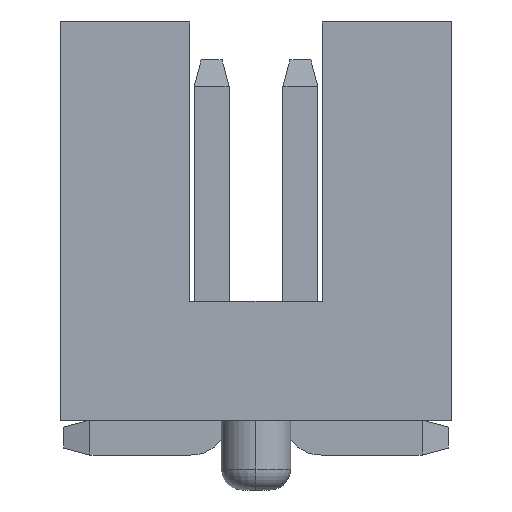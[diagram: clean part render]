
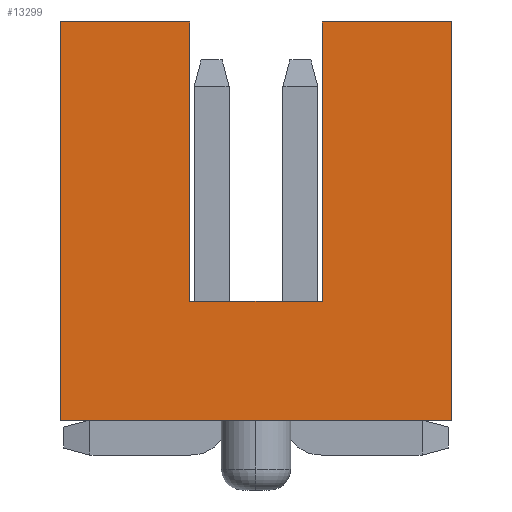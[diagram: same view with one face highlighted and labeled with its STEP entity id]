
A CAD part, left-side view. The second image highlights one B-rep face of the part: STEP entity #13299.
In plain terms, the highlighted planar face has unit normal (-1, 0, 0).
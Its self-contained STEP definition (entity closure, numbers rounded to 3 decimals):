
#244 = CARTESIAN_POINT ( 'NONE',  ( 15.01, 0.95, 5.7 ) ) ;
#378 = CARTESIAN_POINT ( 'NONE',  ( 15.01, -2.8, 5.7 ) ) ;
#687 = VECTOR ( 'NONE', #3442, 1000. ) ;
#807 = FACE_OUTER_BOUND ( 'NONE', #2597, .T. ) ;
#1056 = ORIENTED_EDGE ( 'NONE', *, *, #7547, .T. ) ;
#1603 = CARTESIAN_POINT ( 'NONE',  ( 15.01, -0.95, 5.7 ) ) ;
#1737 = CARTESIAN_POINT ( 'NONE',  ( 15.01, -2.8, 5.7 ) ) ;
#1940 = ORIENTED_EDGE ( 'NONE', *, *, #6672, .F. ) ;
#2597 = EDGE_LOOP ( 'NONE', ( #1056, #11822, #3297, #9726, #3437, #1940, #9194, #5440 ) ) ;
#2756 = CARTESIAN_POINT ( 'NONE',  ( 15.01, 2.8, 5.7 ) ) ;
#2823 = EDGE_CURVE ( 'NONE', #8402, #11944, #11208, .T. ) ;
#3297 = ORIENTED_EDGE ( 'NONE', *, *, #4997, .F. ) ;
#3337 = VERTEX_POINT ( 'NONE', #12771 ) ;
#3437 = ORIENTED_EDGE ( 'NONE', *, *, #8678, .T. ) ;
#3442 = DIRECTION ( 'NONE',  ( 0., -1., 0. ) ) ;
#3577 = CARTESIAN_POINT ( 'NONE',  ( 15.01, -2.8, 5.7 ) ) ;
#3938 = CARTESIAN_POINT ( 'NONE',  ( 15.01, -2.8, 5.7 ) ) ;
#3970 = CARTESIAN_POINT ( 'NONE',  ( 15.01, -2.8, 5.7 ) ) ;
#4165 = DIRECTION ( 'NONE',  ( 0., 1., 0. ) ) ;
#4230 = CARTESIAN_POINT ( 'NONE',  ( 15.01, -2.8, 1.7 ) ) ;
#4251 = CARTESIAN_POINT ( 'NONE',  ( 15.01, 0.95, 1.7 ) ) ;
#4256 = EDGE_CURVE ( 'NONE', #6395, #3337, #8744, .T. ) ;
#4443 = DIRECTION ( 'NONE',  ( 0., 0., 1. ) ) ;
#4845 = VECTOR ( 'NONE', #4165, 1000. ) ;
#4890 = VERTEX_POINT ( 'NONE', #8537 ) ;
#4914 = VECTOR ( 'NONE', #6421, 1000. ) ;
#4997 = EDGE_CURVE ( 'NONE', #6395, #8005, #9790, .T. ) ;
#5359 = VECTOR ( 'NONE', #13249, 1000. ) ;
#5440 = ORIENTED_EDGE ( 'NONE', *, *, #10581, .T. ) ;
#6147 = DIRECTION ( 'NONE',  ( 0., -1., 0. ) ) ;
#6269 = CARTESIAN_POINT ( 'NONE',  ( 15.01, -0.95, 1.7 ) ) ;
#6395 = VERTEX_POINT ( 'NONE', #13252 ) ;
#6421 = DIRECTION ( 'NONE',  ( 0., -1., 0. ) ) ;
#6516 = DIRECTION ( 'NONE',  ( 0., 0., -1. ) ) ;
#6579 = CARTESIAN_POINT ( 'NONE',  ( 15.01, -0.95, 5.7 ) ) ;
#6672 = EDGE_CURVE ( 'NONE', #11944, #4890, #12044, .T. ) ;
#7320 = LINE ( 'NONE', #11551, #4914 ) ;
#7547 = EDGE_CURVE ( 'NONE', #10170, #10145, #8577, .T. ) ;
#7803 = VECTOR ( 'NONE', #6516, 1000. ) ;
#7915 = EDGE_CURVE ( 'NONE', #10145, #8005, #10807, .T. ) ;
#8005 = VERTEX_POINT ( 'NONE', #8856 ) ;
#8051 = PLANE ( 'NONE',  #8072 ) ;
#8072 = AXIS2_PLACEMENT_3D ( 'NONE', #3970, #10393, #11378 ) ;
#8402 = VERTEX_POINT ( 'NONE', #1603 ) ;
#8537 = CARTESIAN_POINT ( 'NONE',  ( 15.01, -2.8, 0. ) ) ;
#8577 = LINE ( 'NONE', #4230, #4845 ) ;
#8678 = EDGE_CURVE ( 'NONE', #3337, #4890, #7320, .T. ) ;
#8744 = LINE ( 'NONE', #2756, #5359 ) ;
#8842 = VECTOR ( 'NONE', #9035, 1000. ) ;
#8856 = CARTESIAN_POINT ( 'NONE',  ( 15.01, 0.95, 5.7 ) ) ;
#9035 = DIRECTION ( 'NONE',  ( 0., 0., -1. ) ) ;
#9194 = ORIENTED_EDGE ( 'NONE', *, *, #2823, .F. ) ;
#9632 = LINE ( 'NONE', #6579, #7803 ) ;
#9726 = ORIENTED_EDGE ( 'NONE', *, *, #4256, .T. ) ;
#9790 = LINE ( 'NONE', #3577, #687 ) ;
#9859 = VECTOR ( 'NONE', #6147, 1000. ) ;
#10145 = VERTEX_POINT ( 'NONE', #4251 ) ;
#10170 = VERTEX_POINT ( 'NONE', #6269 ) ;
#10393 = DIRECTION ( 'NONE',  ( 1., 0., 0. ) ) ;
#10581 = EDGE_CURVE ( 'NONE', #8402, #10170, #9632, .T. ) ;
#10807 = LINE ( 'NONE', #244, #11957 ) ;
#11208 = LINE ( 'NONE', #3938, #9859 ) ;
#11378 = DIRECTION ( 'NONE',  ( 0., 0., -1. ) ) ;
#11551 = CARTESIAN_POINT ( 'NONE',  ( 15.01, -2.8, 0. ) ) ;
#11822 = ORIENTED_EDGE ( 'NONE', *, *, #7915, .T. ) ;
#11944 = VERTEX_POINT ( 'NONE', #378 ) ;
#11957 = VECTOR ( 'NONE', #4443, 1000. ) ;
#12044 = LINE ( 'NONE', #1737, #8842 ) ;
#12771 = CARTESIAN_POINT ( 'NONE',  ( 15.01, 2.8, 0. ) ) ;
#13249 = DIRECTION ( 'NONE',  ( 0., 0., -1. ) ) ;
#13252 = CARTESIAN_POINT ( 'NONE',  ( 15.01, 2.8, 5.7 ) ) ;
#13299 = ADVANCED_FACE ( 'NONE', ( #807 ), #8051, .F. ) ;
